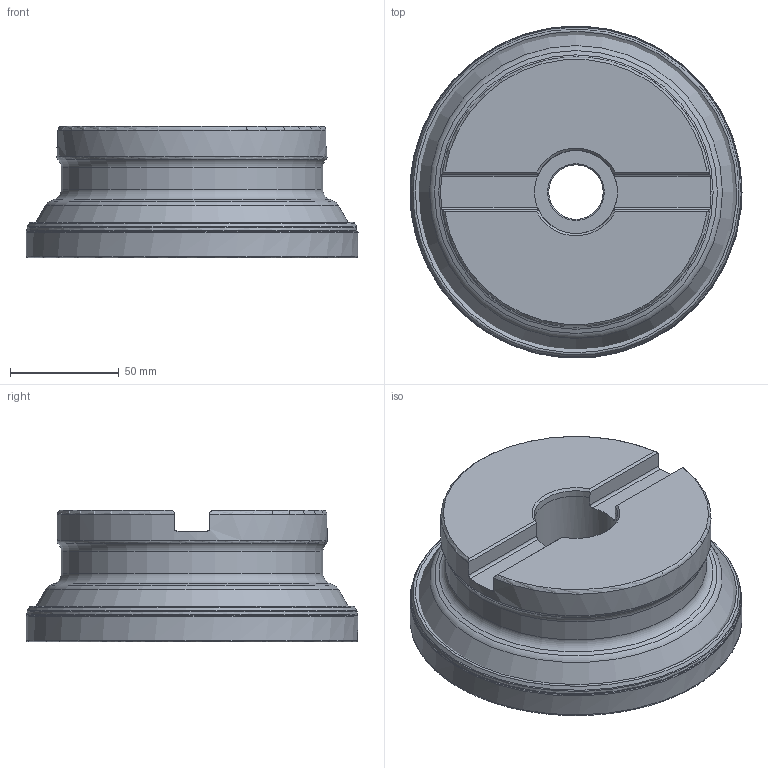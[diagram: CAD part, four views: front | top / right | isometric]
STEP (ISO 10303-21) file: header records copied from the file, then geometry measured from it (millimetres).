
FILE_DESCRIPTION(/* description */ (''),/* implementation_level */ '2;1');
FILE_NAME(/* name */ 'E-Catalogue_F90-TP16-D600Z12S150I.stp',/* time_stamp */ '2023-10-19T15:21:40+09:00',/* author */ (''),/* organization */ (''),/* preprocessor_version */ 'ST-DEVELOPER v16',/* originating_system */ 'SIEMENS PLM Software NX 10.0',/* authorisation */ '');
FILE_SCHEMA (('AP203_CONFIGURATION_CONTROLLED_3D_DESIGN_OF_MECHANICAL_PARTS_AND_ASSEMBLIES_MIM_LF { 1 0 10303 403 2 1 2}'));
Length unit declared in the file: millimetre
Products named in the file (1): 10224CC45D94rgeh
Bounding box: 152.35 x 152.26 x 60.33 mm (x, y, z)
Volume: 697226.7 mm3; surface area: 85175.5 mm2
Topology: 1 solids, 2 shells, 76 faces, 218 edges, 169 vertices
Faces by surface type: revolution 21, plane 18, torus 16, cone 11, cylinder 10
Full cylindrical faces by diameter (mm): 25 x1, 38.1 x1, 39.1 x1, 52 x1, 120 x1, 124 x1
Entity records: 2527 total; most frequent: CARTESIAN_POINT 948, DIRECTION 286, ORIENTED_EDGE 238, EDGE_LOOP 130, EDGE_CURVE 119, AXIS2_PLACEMENT_3D 119, FACE_BOUND 108, VERTEX_POINT 97
